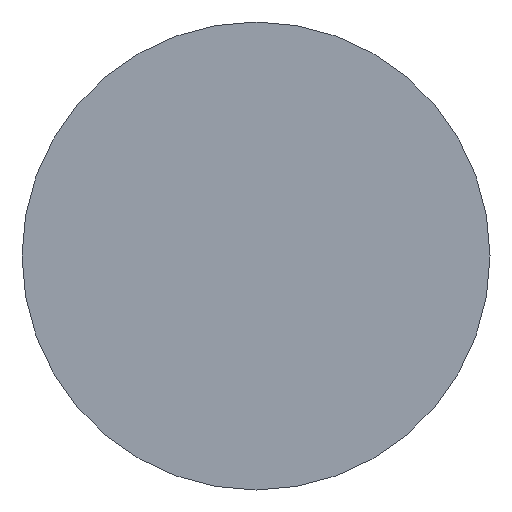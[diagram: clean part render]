
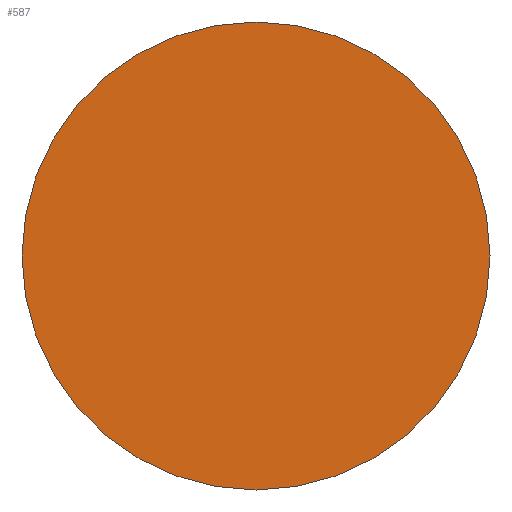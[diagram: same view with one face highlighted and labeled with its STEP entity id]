
A CAD part, front view. The second image highlights one B-rep face of the part: STEP entity #587.
In plain terms, the highlighted planar face has unit normal (0, -1, 0).
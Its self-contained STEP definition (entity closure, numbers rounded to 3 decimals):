
#53=PLANE('',#670);
#118=FACE_OUTER_BOUND('',#155,.T.);
#155=EDGE_LOOP('',(#503,#504));
#220=CIRCLE('',#671,12.5);
#221=CIRCLE('',#672,12.5);
#277=VERTEX_POINT('',#1051);
#278=VERTEX_POINT('',#1052);
#356=EDGE_CURVE('',#277,#278,#220,.T.);
#357=EDGE_CURVE('',#278,#277,#221,.T.);
#503=ORIENTED_EDGE('',*,*,#356,.F.);
#504=ORIENTED_EDGE('',*,*,#357,.F.);
#587=ADVANCED_FACE('',(#118),#53,.T.);
#670=AXIS2_PLACEMENT_3D('',#1050,#820,#821);
#671=AXIS2_PLACEMENT_3D('',#1053,#822,#823);
#672=AXIS2_PLACEMENT_3D('',#1054,#824,#825);
#820=DIRECTION('center_axis',(0.,-1.,0.));
#821=DIRECTION('ref_axis',(0.,0.,-1.));
#822=DIRECTION('center_axis',(0.,1.,0.));
#823=DIRECTION('ref_axis',(-1.,0.,0.));
#824=DIRECTION('center_axis',(0.,1.,0.));
#825=DIRECTION('ref_axis',(-1.,0.,0.));
#1050=CARTESIAN_POINT('Origin',(-6.25,0.,0.));
#1051=CARTESIAN_POINT('',(-12.5,0.,0.));
#1052=CARTESIAN_POINT('',(12.5,0.,0.));
#1053=CARTESIAN_POINT('Origin',(0.,0.,
0.));
#1054=CARTESIAN_POINT('Origin',(0.,0.,
0.));
